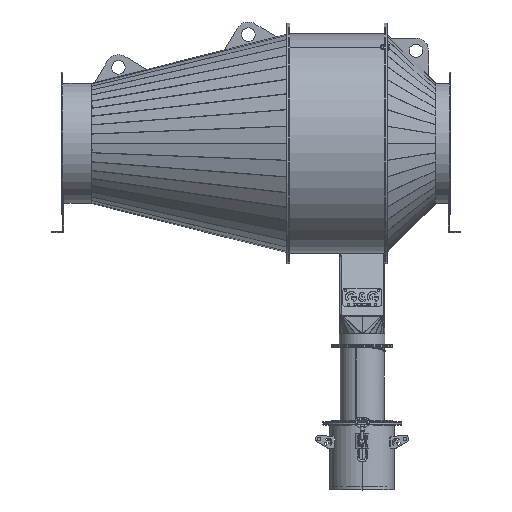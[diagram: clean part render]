
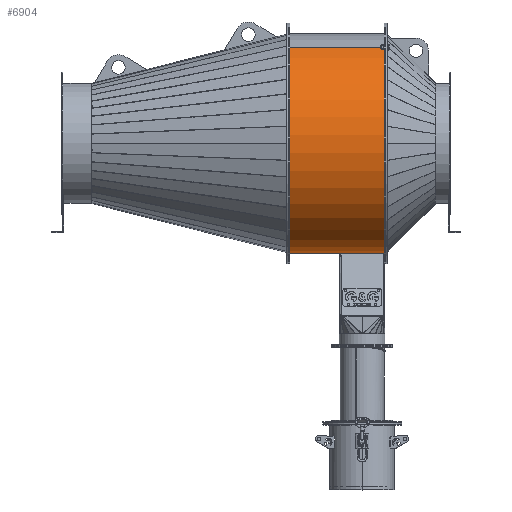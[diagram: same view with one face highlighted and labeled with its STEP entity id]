
A CAD part, top view. The second image highlights one B-rep face of the part: STEP entity #6904.
In plain terms, the highlighted cylindrical face has radius 368 mm (diameter 736 mm), a partial arc.
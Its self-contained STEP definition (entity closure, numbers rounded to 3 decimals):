
#1288 = VECTOR ( 'NONE', #6037, 1000. ) ;
#1289 = EDGE_CURVE ( 'NONE', #11422, #50415, #45685, .T. ) ;
#1383 = CARTESIAN_POINT ( 'NONE',  ( -0.251, 0., 368. ) ) ;
#1872 = LINE ( 'NONE', #45791, #1288 ) ;
#2727 = EDGE_CURVE ( 'NONE', #50415, #18669, #20168, .T. ) ;
#4334 = DIRECTION ( 'NONE',  ( 1., 0., 0. ) ) ;
#4337 = AXIS2_PLACEMENT_3D ( 'NONE', #11637, #40163, #4334 ) ;
#4569 = CARTESIAN_POINT ( 'NONE',  ( 0., 328., 0. ) ) ;
#5515 = VERTEX_POINT ( 'NONE', #1383 ) ;
#5570 = ORIENTED_EDGE ( 'NONE', *, *, #17099, .F. ) ;
#6037 = DIRECTION ( 'NONE',  ( 0., -1., 0. ) ) ;
#6904 = ADVANCED_FACE ( 'NONE', ( #44314 ), #40386, .T. ) ;
#11422 = VERTEX_POINT ( 'NONE', #24698 ) ;
#11637 = CARTESIAN_POINT ( 'NONE',  ( 0., 328., 0. ) ) ;
#12569 = EDGE_LOOP ( 'NONE', ( #23330, #45508, #5570, #15006 ) ) ;
#13486 = DIRECTION ( 'NONE',  ( 0., 1., 0. ) ) ;
#15006 = ORIENTED_EDGE ( 'NONE', *, *, #2727, .F. ) ;
#17099 = EDGE_CURVE ( 'NONE', #18669, #5515, #1872, .T. ) ;
#18669 = VERTEX_POINT ( 'NONE', #24992 ) ;
#18692 = EDGE_CURVE ( 'NONE', #11422, #5515, #48947, .T. ) ;
#20168 = CIRCLE ( 'NONE', #4337, 368. ) ;
#23330 = ORIENTED_EDGE ( 'NONE', *, *, #1289, .F. ) ;
#24698 = CARTESIAN_POINT ( 'NONE',  ( -179.066, 0., -321.495 ) ) ;
#24992 = CARTESIAN_POINT ( 'NONE',  ( -0.251, 328., 368. ) ) ;
#28906 = DIRECTION ( 'NONE',  ( 1., 0., 0. ) ) ;
#29170 = CARTESIAN_POINT ( 'NONE',  ( 0., 0., 0. ) ) ;
#31258 = CARTESIAN_POINT ( 'NONE',  ( -179.066, 328., -321.495 ) ) ;
#32866 = DIRECTION ( 'NONE',  ( 0., 1., 0. ) ) ;
#33312 = DIRECTION ( 'NONE',  ( 0., 0., -1. ) ) ;
#40163 = DIRECTION ( 'NONE',  ( 0., 1., 0. ) ) ;
#40386 = CYLINDRICAL_SURFACE ( 'NONE', #44651, 368. ) ;
#40985 = CARTESIAN_POINT ( 'NONE',  ( -179.066, 328., -321.495 ) ) ;
#41448 = AXIS2_PLACEMENT_3D ( 'NONE', #29170, #32866, #28906 ) ;
#44314 = FACE_OUTER_BOUND ( 'NONE', #12569, .T. ) ;
#44651 = AXIS2_PLACEMENT_3D ( 'NONE', #4569, #49018, #33312 ) ;
#45508 = ORIENTED_EDGE ( 'NONE', *, *, #18692, .T. ) ;
#45685 = LINE ( 'NONE', #40985, #51020 ) ;
#45791 = CARTESIAN_POINT ( 'NONE',  ( -0.251, 328., 368. ) ) ;
#48947 = CIRCLE ( 'NONE', #41448, 368. ) ;
#49018 = DIRECTION ( 'NONE',  ( 0., -1., 0. ) ) ;
#50415 = VERTEX_POINT ( 'NONE', #31258 ) ;
#51020 = VECTOR ( 'NONE', #13486, 1000. ) ;
